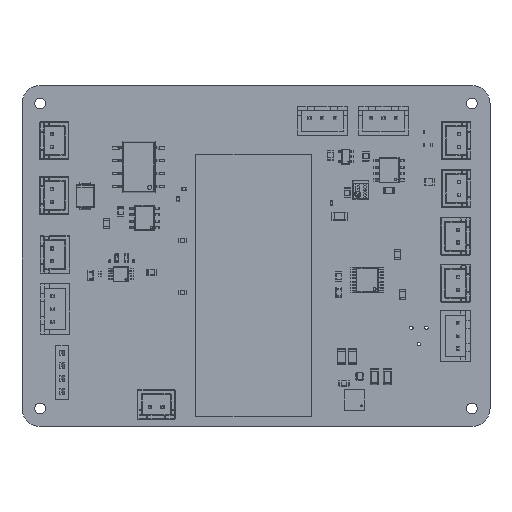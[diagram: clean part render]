
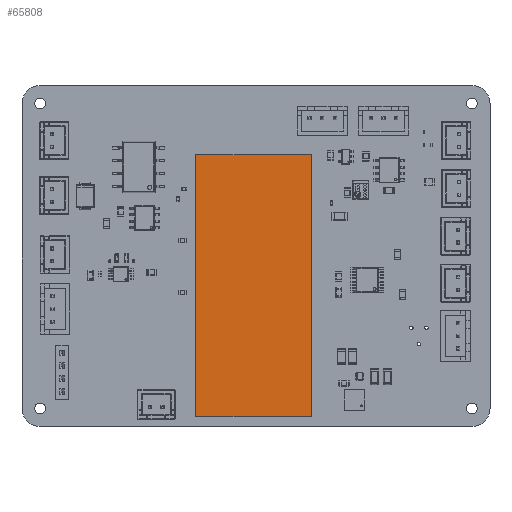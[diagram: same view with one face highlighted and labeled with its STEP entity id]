
A CAD part, top view. The second image highlights one B-rep face of the part: STEP entity #65808.
In plain terms, the highlighted planar face has unit normal (0, 0, 1).
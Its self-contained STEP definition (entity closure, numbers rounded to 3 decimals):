
#65679 = VERTEX_POINT('',#65680);
#65680 = CARTESIAN_POINT('',(-6.75,21.56,8.));
#65686 = EDGE_CURVE('',#65679,#65687,#65689,.T.);
#65687 = VERTEX_POINT('',#65688);
#65688 = CARTESIAN_POINT('',(44.85,21.56,8.));
#65689 = LINE('',#65690,#65691);
#65690 = CARTESIAN_POINT('',(-6.75,21.56,8.));
#65691 = VECTOR('',#65692,1.);
#65692 = DIRECTION('',(1.,0.,0.));
#65717 = EDGE_CURVE('',#65687,#65718,#65720,.T.);
#65718 = VERTEX_POINT('',#65719);
#65719 = CARTESIAN_POINT('',(44.85,-1.24,8.));
#65720 = LINE('',#65721,#65722);
#65721 = CARTESIAN_POINT('',(44.85,21.56,8.));
#65722 = VECTOR('',#65723,1.);
#65723 = DIRECTION('',(0.,-1.,0.));
#65748 = EDGE_CURVE('',#65718,#65749,#65751,.T.);
#65749 = VERTEX_POINT('',#65750);
#65750 = CARTESIAN_POINT('',(-6.75,-1.24,8.));
#65751 = LINE('',#65752,#65753);
#65752 = CARTESIAN_POINT('',(44.85,-1.24,8.));
#65753 = VECTOR('',#65754,1.);
#65754 = DIRECTION('',(-1.,0.,0.));
#65779 = EDGE_CURVE('',#65749,#65679,#65780,.T.);
#65780 = LINE('',#65781,#65782);
#65781 = CARTESIAN_POINT('',(-6.75,-1.24,8.));
#65782 = VECTOR('',#65783,1.);
#65783 = DIRECTION('',(0.,1.,0.));
#65808 = ADVANCED_FACE('',(#65809),#65815,.F.);
#65809 = FACE_BOUND('',#65810,.F.);
#65810 = EDGE_LOOP('',(#65811,#65812,#65813,#65814));
#65811 = ORIENTED_EDGE('',*,*,#65686,.T.);
#65812 = ORIENTED_EDGE('',*,*,#65717,.T.);
#65813 = ORIENTED_EDGE('',*,*,#65748,.T.);
#65814 = ORIENTED_EDGE('',*,*,#65779,.T.);
#65815 = PLANE('',#65816);
#65816 = AXIS2_PLACEMENT_3D('',#65817,#65818,#65819);
#65817 = CARTESIAN_POINT('',(19.05,10.16,8.));
#65818 = DIRECTION('',(0.,0.,-1.));
#65819 = DIRECTION('',(0.,-1.,0.));
